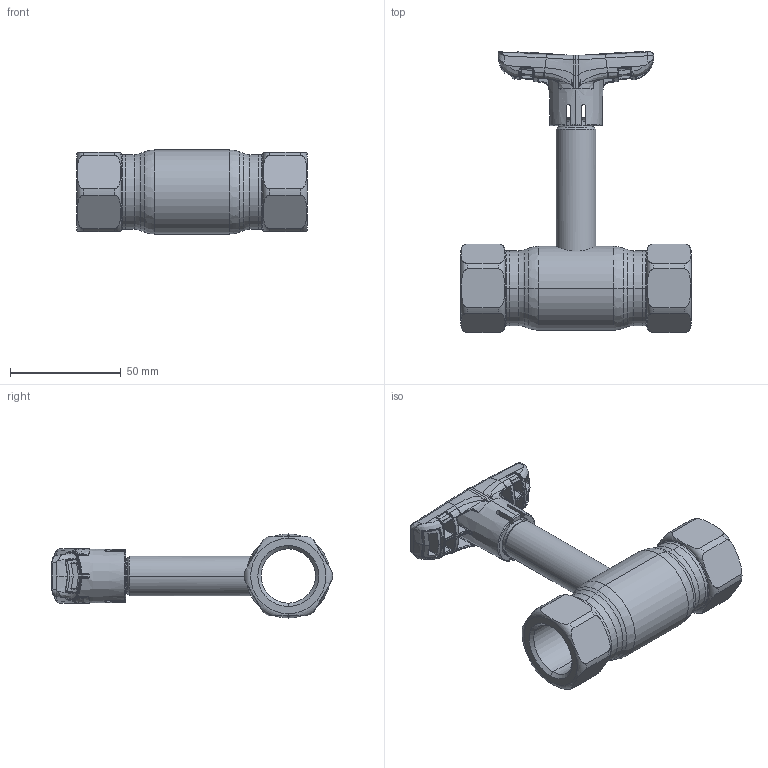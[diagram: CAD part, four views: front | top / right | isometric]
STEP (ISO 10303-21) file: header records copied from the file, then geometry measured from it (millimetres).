
FILE_DESCRIPTION (( 'STEP AP214' ), '1' );
FILE_NAME ('1020002031-2401.step', '2023-09-14T08:38:26', ( '' ), ( '' ), 'SwSTEP 2.0', 'SolidWorks 2021', '' );
FILE_SCHEMA (( 'AUTOMOTIVE_DESIGN' ));
Length unit declared in the file: millimetre
Products named in the file (1): 1020002031-2401
Bounding box: 104 x 126.98 x 38 mm (x, y, z)
Surface area: 29270.1 mm2 (no closed solid volume)
Topology: 0 solids, 6 shells, 711 faces, 2034 edges, 1256 vertices
Faces by surface type: bspline 552, plane 60, cylinder 46, torus 29, cone 19, sphere 5
Entity records: 54223 total; most frequent: CARTESIAN_POINT 32711, ORIENTED_EDGE 3599, EDGE_CURVE 2032, DIRECTION 1446, B_SPLINE_CURVE_WITH_KNOTS 1384, VERTEX_POINT 1256, EDGE_LOOP 720, UNCERTAINTY_MEASURE_WITH_UNIT 713
